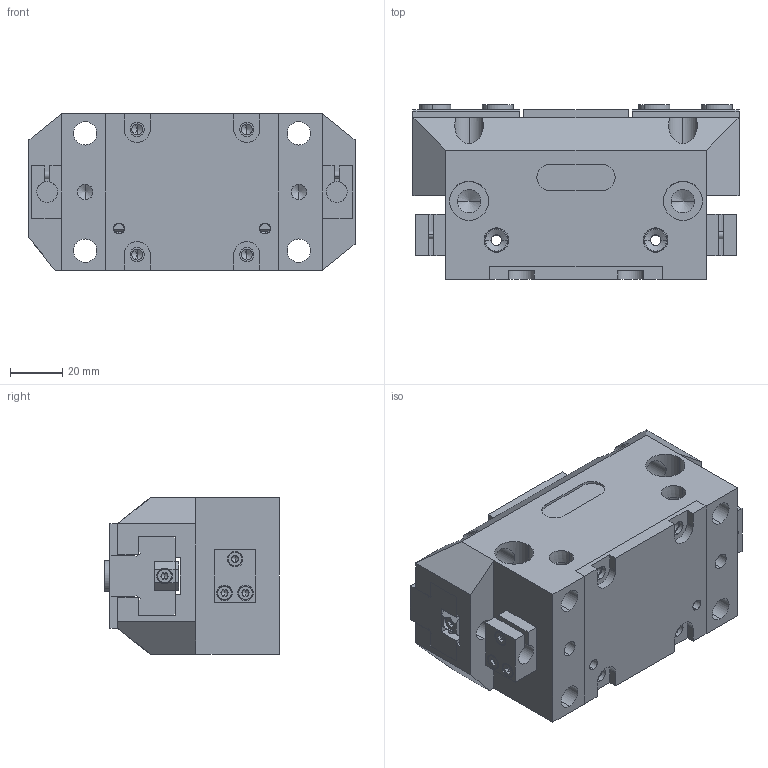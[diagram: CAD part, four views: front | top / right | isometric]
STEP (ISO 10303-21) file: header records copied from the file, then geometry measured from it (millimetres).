
FILE_DESCRIPTION (( 'STEP AP214' ), '1' );
FILE_NAME ('2PG 125.STEP', '2012-02-28T06:21:45', ( 'xw4600' ), ( '' ), 'SwSTEP 2.0', 'SolidWorks 2010', '' );
FILE_SCHEMA (( 'AUTOMOTIVE_DESIGN' ));
Length unit declared in the file: millimetre
Products named in the file (13): 2PG-125-4_ル遽; 2PG-125-8_ル遽; 2PG-125-7_ル遽; 2PG-125-10_ル遽; 2PG-125-6-2_ル遽; 2PG-125-9_ル遽; 2PG-125-6-1_ル遽; SPRING(2PG125)_Default; socket head cap screw_ISO 4762 M3 x 25 --- 18N; socket head cap screw_ISO 4762 M3 x 16 --- 16N; countersunk head screw_ISO 10642 - M3 x 8 --- 8N; 2PG 125; 2PG-125-1_ル遽
Assembly tree (27 placements, depth 2):
  2PG 125
    2PG-125-1_ル遽
    2PG-125-10_ル遽  x4
    countersunk head screw_ISO 10642 - M3 x 8 --- 8N  x4
    2PG-125-8_ル遽
    socket head cap screw_ISO 4762 M3 x 16 --- 16N  x6
    SPRING(2PG125)_Default  x2
    2PG-125-4_ル遽  x2
    2PG-125-9_ル遽  x2
    2PG-125-6-1_ル遽
    2PG-125-7_ル遽
    socket head cap screw_ISO 4762 M3 x 25 --- 18N  x2
    2PG-125-6-2_ル遽
Bounding box: 125 x 67 x 60 mm (x, y, z)
Volume: 303573.6 mm3; surface area: 103657 mm2
Topology: 27 solids, 27 shells, 881 faces, 2131 edges, 1293 vertices
Faces by surface type: plane 414, cylinder 287, cone 136, torus 40, bspline 4
Entity records: 20027 total; most frequent: CARTESIAN_POINT 5975, DIRECTION 2839, ORIENTED_EDGE 2576, EDGE_CURVE 1288, AXIS2_PLACEMENT_3D 1044, VERTEX_POINT 820, VECTOR 751, LINE 751
